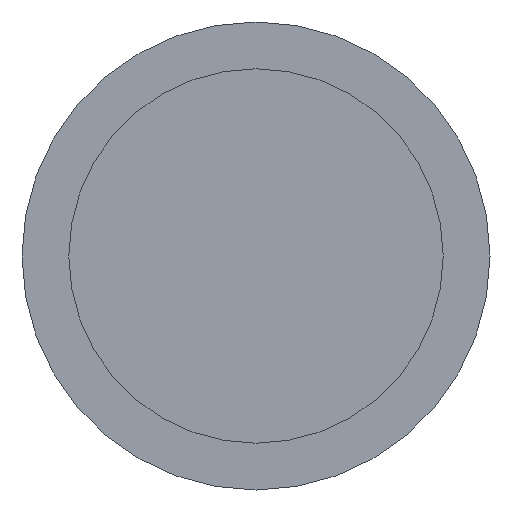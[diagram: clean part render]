
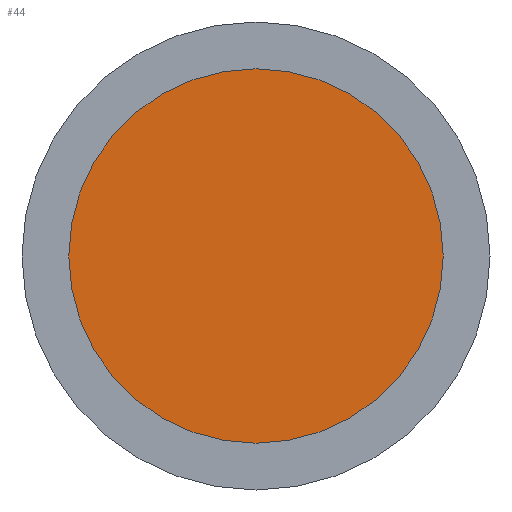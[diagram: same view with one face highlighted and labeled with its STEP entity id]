
A CAD part, front view. The second image highlights one B-rep face of the part: STEP entity #44.
In plain terms, the highlighted planar face has unit normal (0, -1, 0).
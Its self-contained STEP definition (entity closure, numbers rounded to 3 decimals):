
#44 = ADVANCED_FACE( '', ( #97 ), #98, .F. );
#97 = FACE_OUTER_BOUND( '', #166, .T. );
#98 = PLANE( '', #167 );
#166 = EDGE_LOOP( '', ( #233 ) );
#167 = AXIS2_PLACEMENT_3D( '', #234, #235, #236 );
#233 = ORIENTED_EDGE( '', *, *, #320, .T. );
#234 = CARTESIAN_POINT( '', ( 10., 0., 0. ) );
#235 = DIRECTION( '', ( 0., 1., 0. ) );
#236 = DIRECTION( '', ( 0., 0., 1. ) );
#320 = EDGE_CURVE( '', #354, #354, #355, .T. );
#354 = VERTEX_POINT( '', #400 );
#355 = CIRCLE( '', #401, 10. );
#400 = CARTESIAN_POINT( '', ( 0., 0., -10. ) );
#401 = AXIS2_PLACEMENT_3D( '', #446, #447, #448 );
#446 = CARTESIAN_POINT( '', ( 0., 0., 0. ) );
#447 = DIRECTION( '', ( 0., -1., 0. ) );
#448 = DIRECTION( '', ( 0., 0., -1. ) );
